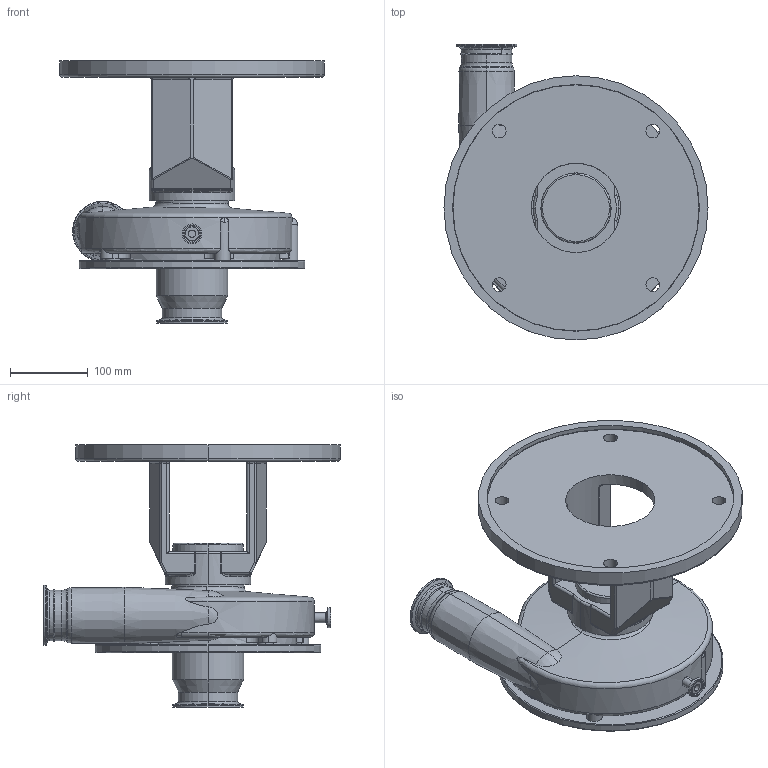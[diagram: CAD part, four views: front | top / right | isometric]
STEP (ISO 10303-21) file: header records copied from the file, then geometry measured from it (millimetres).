
FILE_DESCRIPTION (( 'STEP AP214' ), '1' );
FILE_NAME ('FPR 3541-3542 320TC VERT 1-2 IN STR DRAIN.STEP', '2023-01-05T16:36:59', ( '' ), ( '' ), 'SwSTEP 2.0', 'SolidWorks 2021', '' );
FILE_SCHEMA (( 'AUTOMOTIVE_DESIGN' ));
Length unit declared in the file: millimetre
Products named in the file (1): FPR 3541-3542 320TC VERT 1-2 IN STR DRAIN
Bounding box: 340 x 381.2 x 337.5 mm (x, y, z)
Volume: 5811196.1 mm3; surface area: 668421.3 mm2
Topology: 1 solids, 1 shells, 390 faces, 951 edges, 563 vertices
Faces by surface type: cylinder 141, torus 86, plane 64, bspline 45, cone 37, sphere 17
Entity records: 15688 total; most frequent: CARTESIAN_POINT 6719, DIRECTION 1930, ORIENTED_EDGE 1886, EDGE_CURVE 943, AXIS2_PLACEMENT_3D 828, VERTEX_POINT 563, CIRCLE 482, EDGE_LOOP 420
